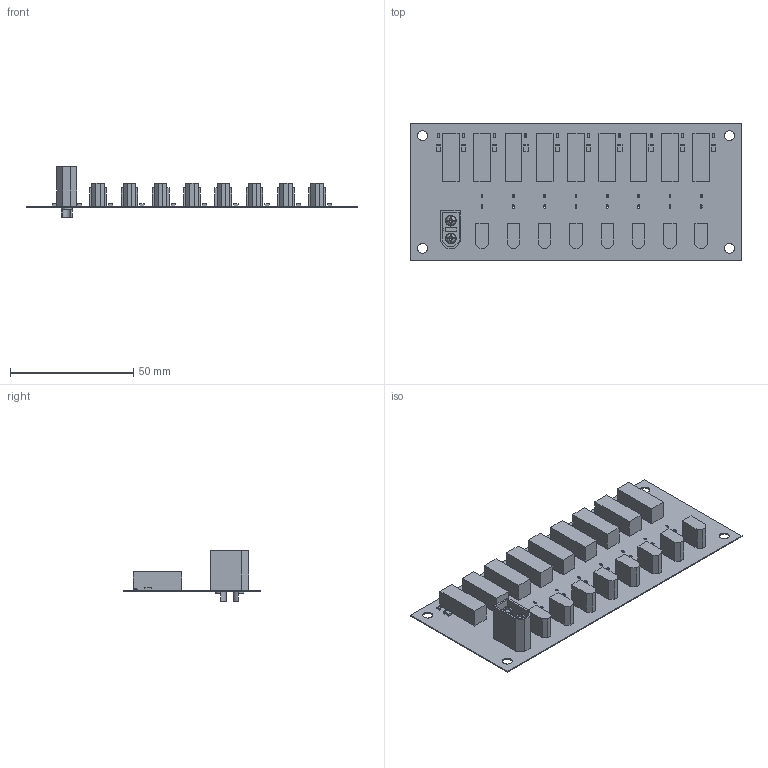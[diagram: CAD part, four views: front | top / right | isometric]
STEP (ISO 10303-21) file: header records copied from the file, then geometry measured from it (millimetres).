
FILE_DESCRIPTION(('Open CASCADE Model'),'2;1');
FILE_NAME('Open CASCADE Shape Model','2022-01-22T13:02:23',('Author'),( 'Open CASCADE'),'Open CASCADE STEP processor 6.8','Open CASCADE 6.8' ,'Unknown');
FILE_SCHEMA(('AUTOMOTIVE_DESIGN { 1 0 10303 214 1 1 1 1 }'));
Length unit declared in the file: millimetre
Products named in the file (54): PCB; Board; Open CASCADE STEP translator 6.8 1.1.1; U10; 6018424864; Extruded; 6018422624; U9; U8; U7; U6; U5; U4; U3; U2; U1; D2; LED_0603_Base_RED; LED_0603_Lens_RED; D1; LED_0603_Lens_GREEN; LED_0603_Base_GREEN; XF1; 6018409104; J4; 6018408304; D4; J8; J6; J1; XT60-M--3DModel-STEP-56544; J2; XF9; XF8; XF7; XF6; XF5; XF4; XF3; XF2 ...
Assembly tree (102 placements, depth 4):
  PCB
    Board
      Open CASCADE STEP translator 6.8 1.1.1
    U10
      6018424864
        Extruded
      6018422624
        Extruded
    U9
      6018424864
        Extruded
      6018422624
        Extruded
    U8
      6018424864
        Extruded
      6018422624
        Extruded
    U7
      6018424864
        Extruded
      6018422624
        Extruded
    U6
      6018424864
        Extruded
      6018422624
        Extruded
    U5
      6018424864
        Extruded
      6018422624
        Extruded
    U4
      6018424864
        Extruded
      6018422624
        Extruded
    U3
      6018424864
        Extruded
      6018422624
        Extruded
    U2
      6018424864
        Extruded
      6018422624
        Extruded
    U1
      6018424864
        Extruded
      6018422624
        Extruded
    D2
      LED_0603_Base_RED
      LED_0603_Lens_RED
    D1
      LED_0603_Lens_GREEN
      LED_0603_Base_GREEN
    XF1
Bounding box: 134.62 x 55.88 x 20.5 mm (x, y, z)
Volume: 16742.6 mm3; surface area: 26395.6 mm2
Topology: 71 solids, 71 shells, 898 faces, 2260 edges, 1480 vertices
Faces by surface type: plane 602, cylinder 232, sphere 40, cone 16, revolution 8
Full cylindrical faces by diameter (mm): 0.7 x32, 1.6 x36, 2 x14, 2.032 x2, 4 x4, 4.446 x2
Entity records: 12748 total; most frequent: CARTESIAN_POINT 2271, DIRECTION 2052, ORIENTED_EDGE 1756, EDGE_CURVE 878, AXIS2_PLACEMENT_3D 769, VERTEX_POINT 580, FACE_BOUND 542, EDGE_LOOP 542
